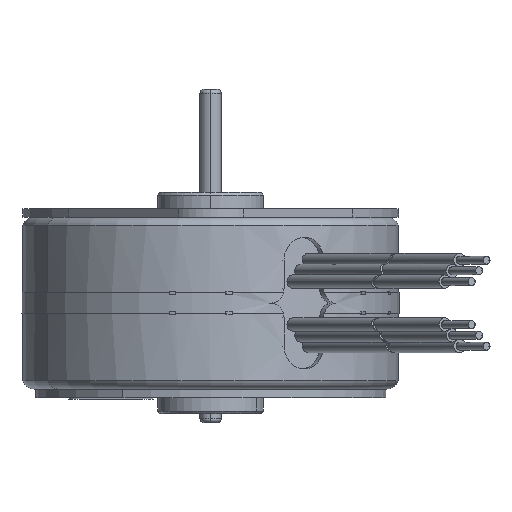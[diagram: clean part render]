
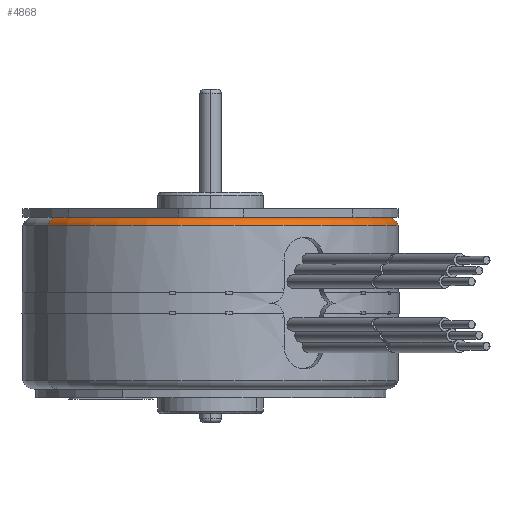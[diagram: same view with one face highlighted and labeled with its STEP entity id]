
A CAD part, left-side view. The second image highlights one B-rep face of the part: STEP entity #4868.
In plain terms, the highlighted toroidal (fillet/blend) face has major radius 16.65 mm and minor radius 1.194 mm.
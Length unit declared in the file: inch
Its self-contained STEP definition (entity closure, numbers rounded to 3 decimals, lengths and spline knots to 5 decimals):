
#344=CARTESIAN_POINT('',(0.,0.,0.32));
#345=DIRECTION('',(0.,0.,-1.));
#346=DIRECTION('',(0.5,-0.866,0.));
#347=AXIS2_PLACEMENT_3D('',#344,#345,#346);
#370=CARTESIAN_POINT('',(0.32775,-0.56768,0.273));
#371=DIRECTION('',(0.866,0.5,0.));
#372=DIRECTION('',(0.,0.,1.));
#373=AXIS2_PLACEMENT_3D('',#370,#371,#372);
#375=CARTESIAN_POINT('',(0.,0.,0.28952));
#376=DIRECTION('',(0.,0.,-1.));
#377=DIRECTION('',(0.5,-0.866,0.));
#378=AXIS2_PLACEMENT_3D('',#375,#376,#377);
#380=CARTESIAN_POINT('',(-0.32775,0.56768,0.273));
#381=DIRECTION('',(0.866,0.5,0.));
#382=DIRECTION('',(-0.468,0.811,0.352));
#383=AXIS2_PLACEMENT_3D('',#380,#381,#382);
#3946=CARTESIAN_POINT('',(0.34975,-0.60578,0.28952));
#3947=VERTEX_POINT('',#3946);
#3948=CARTESIAN_POINT('',(-0.34975,0.60578,0.28952));
#3949=VERTEX_POINT('',#3948);
#4018=CARTESIAN_POINT('',(0.32775,-0.56768,0.32));
#4019=CARTESIAN_POINT('',(-0.32775,0.56768,0.32));
#4020=VERTEX_POINT('',#4018);
#4021=VERTEX_POINT('',#4019);
#4856=CARTESIAN_POINT('',(0.,0.,0.273));
#4857=DIRECTION('',(0.,0.,-1.));
#4858=DIRECTION('',(0.5,-0.866,0.));
#4859=AXIS2_PLACEMENT_3D('',#4856,#4857,#4858);
#4860=TOROIDAL_SURFACE('',#4859,0.6555,0.047);
#4861=ORIENTED_EDGE('',*,*,#4784,.F.);
#4862=ORIENTED_EDGE('',*,*,#4851,.T.);
#4864=ORIENTED_EDGE('',*,*,#4863,.T.);
#4865=ORIENTED_EDGE('',*,*,#4847,.T.);
#4866=EDGE_LOOP('',(#4861,#4862,#4864,#4865));
#4867=FACE_OUTER_BOUND('',#4866,.F.);
#4868=ADVANCED_FACE('',(#4867),#4860,.T.);
#348=CIRCLE('',#347,0.6555);
#374=CIRCLE('',#373,0.047);
#379=CIRCLE('',#378,0.6995);
#384=CIRCLE('',#383,0.047);
#4784=EDGE_CURVE('',#4020,#4021,#348,.T.);
#4847=EDGE_CURVE('',#3949,#4021,#384,.T.);
#4851=EDGE_CURVE('',#4020,#3947,#374,.T.);
#4863=EDGE_CURVE('',#3947,#3949,#379,.T.);
